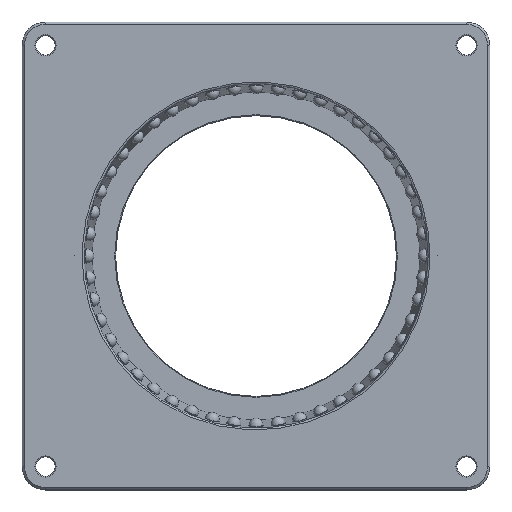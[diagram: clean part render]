
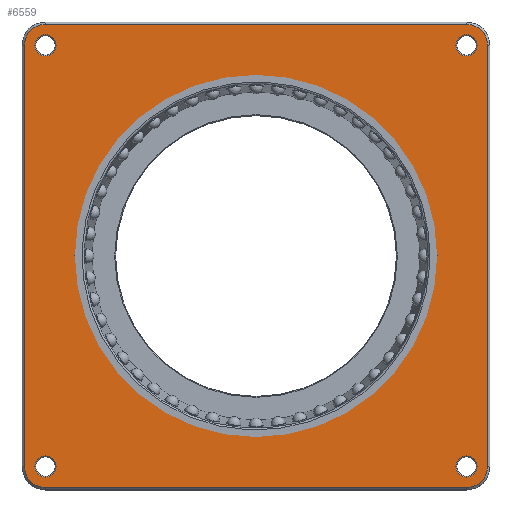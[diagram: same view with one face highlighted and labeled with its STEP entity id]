
A CAD part, top view. The second image highlights one B-rep face of the part: STEP entity #6559.
In plain terms, the highlighted planar face has unit normal (0, 0, 1).
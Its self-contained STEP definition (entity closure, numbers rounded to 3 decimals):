
#457=LINE('',#8484,#497);
#461=LINE('',#8501,#501);
#465=LINE('',#8508,#505);
#469=LINE('',#8523,#509);
#497=VECTOR('',#7469,1000.);
#501=VECTOR('',#7487,1000.);
#505=VECTOR('',#7493,1000.);
#509=VECTOR('',#7511,1000.);
#586=PLANE('',#6963);
#786=ORIENTED_EDGE('',*,*,#1840,.T.);
#787=ORIENTED_EDGE('',*,*,#1834,.T.);
#788=ORIENTED_EDGE('',*,*,#1836,.T.);
#789=ORIENTED_EDGE('',*,*,#1842,.T.);
#790=ORIENTED_EDGE('',*,*,#1848,.T.);
#791=ORIENTED_EDGE('',*,*,#1854,.T.);
#792=ORIENTED_EDGE('',*,*,#1852,.T.);
#793=ORIENTED_EDGE('',*,*,#1846,.T.);
#794=ORIENTED_EDGE('',*,*,#1887,.T.);
#795=ORIENTED_EDGE('',*,*,#1891,.T.);
#796=ORIENTED_EDGE('',*,*,#1895,.T.);
#797=ORIENTED_EDGE('',*,*,#1899,.T.);
#798=ORIENTED_EDGE('',*,*,#1905,.F.);
#1834=EDGE_CURVE('',#2431,#2434,#457,.T.);
#1836=EDGE_CURVE('',#2434,#2436,#2863,.T.);
#1840=EDGE_CURVE('',#2437,#2431,#2866,.T.);
#1842=EDGE_CURVE('',#2436,#2440,#461,.T.);
#1846=EDGE_CURVE('',#2441,#2437,#465,.T.);
#1848=EDGE_CURVE('',#2440,#2444,#2867,.T.);
#1852=EDGE_CURVE('',#2445,#2441,#2870,.T.);
#1854=EDGE_CURVE('',#2444,#2445,#469,.T.);
#1887=EDGE_CURVE('',#2463,#2463,#2879,.T.);
#1891=EDGE_CURVE('',#2467,#2467,#2883,.T.);
#1895=EDGE_CURVE('',#2471,#2471,#2887,.T.);
#1899=EDGE_CURVE('',#2475,#2475,#2891,.T.);
#1905=EDGE_CURVE('',#2481,#2481,#2897,.T.);
#2431=VERTEX_POINT('',#8478);
#2434=VERTEX_POINT('',#8483);
#2436=VERTEX_POINT('',#8488);
#2437=VERTEX_POINT('',#8493);
#2440=VERTEX_POINT('',#8500);
#2441=VERTEX_POINT('',#8505);
#2444=VERTEX_POINT('',#8512);
#2445=VERTEX_POINT('',#8517);
#2463=VERTEX_POINT('',#8586);
#2467=VERTEX_POINT('',#8597);
#2471=VERTEX_POINT('',#8608);
#2475=VERTEX_POINT('',#8619);
#2481=VERTEX_POINT('',#8637);
#2863=CIRCLE('',#6893,4.5);
#2866=CIRCLE('',#6897,4.5);
#2867=CIRCLE('',#6901,4.5);
#2870=CIRCLE('',#6905,4.5);
#2879=CIRCLE('',#6928,2.267);
#2883=CIRCLE('',#6935,2.267);
#2887=CIRCLE('',#6942,2.267);
#2891=CIRCLE('',#6949,2.267);
#2897=CIRCLE('',#6961,38.7);
#3127=EDGE_LOOP('',(#786,#787,#788,#789,#790,#791,#792,#793));
#3128=EDGE_LOOP('',(#794));
#3129=EDGE_LOOP('',(#795));
#3130=EDGE_LOOP('',(#796));
#3131=EDGE_LOOP('',(#797));
#3132=EDGE_LOOP('',(#798));
#3619=FACE_BOUND('',#3127,.T.);
#3620=FACE_BOUND('',#3128,.T.);
#3621=FACE_BOUND('',#3129,.T.);
#3622=FACE_BOUND('',#3130,.T.);
#3623=FACE_BOUND('',#3131,.T.);
#3624=FACE_BOUND('',#3132,.T.);
#6559=ADVANCED_FACE('',(#3619,#3620,#3621,#3622,#3623,#3624),#586,.T.);
#6893=AXIS2_PLACEMENT_3D('',#8489,#7473,#7474);
#6897=AXIS2_PLACEMENT_3D('',#8496,#7482,#7483);
#6901=AXIS2_PLACEMENT_3D('',#8513,#7497,#7498);
#6905=AXIS2_PLACEMENT_3D('',#8520,#7506,#7507);
#6928=AXIS2_PLACEMENT_3D('',#8585,#7578,#7579);
#6935=AXIS2_PLACEMENT_3D('',#8596,#7592,#7593);
#6942=AXIS2_PLACEMENT_3D('',#8607,#7606,#7607);
#6949=AXIS2_PLACEMENT_3D('',#8618,#7620,#7621);
#6961=AXIS2_PLACEMENT_3D('',#8636,#7644,#7645);
#6963=AXIS2_PLACEMENT_3D('',#8639,#7648,#7649);
#7469=DIRECTION('',(0.,-1.,0.));
#7473=DIRECTION('',(0.,0.,1.));
#7474=DIRECTION('',(1.,0.,0.));
#7482=DIRECTION('',(0.,0.,1.));
#7483=DIRECTION('',(1.,0.,0.));
#7487=DIRECTION('',(1.,0.,0.));
#7493=DIRECTION('',(-1.,0.,0.));
#7497=DIRECTION('',(0.,0.,1.));
#7498=DIRECTION('',(1.,0.,0.));
#7506=DIRECTION('',(0.,0.,1.));
#7507=DIRECTION('',(1.,0.,0.));
#7511=DIRECTION('',(0.,1.,0.));
#7578=DIRECTION('',(0.,0.,-1.));
#7579=DIRECTION('',(1.,0.,0.));
#7592=DIRECTION('',(0.,0.,-1.));
#7593=DIRECTION('',(1.,0.,0.));
#7606=DIRECTION('',(0.,0.,-1.));
#7607=DIRECTION('',(1.,0.,0.));
#7620=DIRECTION('',(0.,0.,-1.));
#7621=DIRECTION('',(1.,0.,0.));
#7644=DIRECTION('',(0.,0.,1.));
#7645=DIRECTION('',(1.,0.,0.));
#7648=DIRECTION('',(0.,0.,1.));
#7649=DIRECTION('',(1.,0.,0.));
#8478=CARTESIAN_POINT('',(-49.5,45.,13.7));
#8483=CARTESIAN_POINT('',(-49.5,-45.,13.7));
#8484=CARTESIAN_POINT('',(-49.5,-45.,13.7));
#8488=CARTESIAN_POINT('',(-45.,-49.5,13.7));
#8489=CARTESIAN_POINT('',(-45.,-45.,13.7));
#8493=CARTESIAN_POINT('',(-45.,49.5,13.7));
#8496=CARTESIAN_POINT('',(-45.,45.,13.7));
#8500=CARTESIAN_POINT('',(45.,-49.5,13.7));
#8501=CARTESIAN_POINT('',(45.,-49.5,13.7));
#8505=CARTESIAN_POINT('',(45.,49.5,13.7));
#8508=CARTESIAN_POINT('',(-45.,49.5,13.7));
#8512=CARTESIAN_POINT('',(49.5,-45.,13.7));
#8513=CARTESIAN_POINT('',(45.,-45.,13.7));
#8517=CARTESIAN_POINT('',(49.5,45.,13.7));
#8520=CARTESIAN_POINT('',(45.,45.,13.7));
#8523=CARTESIAN_POINT('',(49.5,45.,13.7));
#8585=CARTESIAN_POINT('',(45.,-45.,13.7));
#8586=CARTESIAN_POINT('',(47.267,-45.,13.7));
#8596=CARTESIAN_POINT('',(45.,45.,13.7));
#8597=CARTESIAN_POINT('',(47.267,45.,13.7));
#8607=CARTESIAN_POINT('',(-45.,45.,13.7));
#8608=CARTESIAN_POINT('',(-42.733,45.,13.7));
#8618=CARTESIAN_POINT('',(-45.,-45.,13.7));
#8619=CARTESIAN_POINT('',(-42.733,-45.,13.7));
#8636=CARTESIAN_POINT('',(0.,0.,13.7));
#8637=CARTESIAN_POINT('',(38.7,0.,13.7));
#8639=CARTESIAN_POINT('',(0.,0.,13.7));
